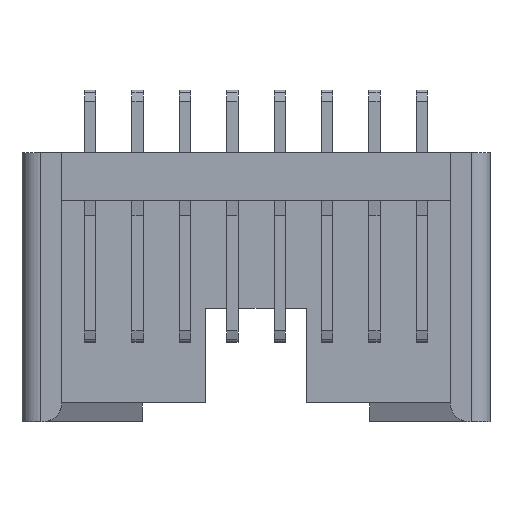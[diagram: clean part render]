
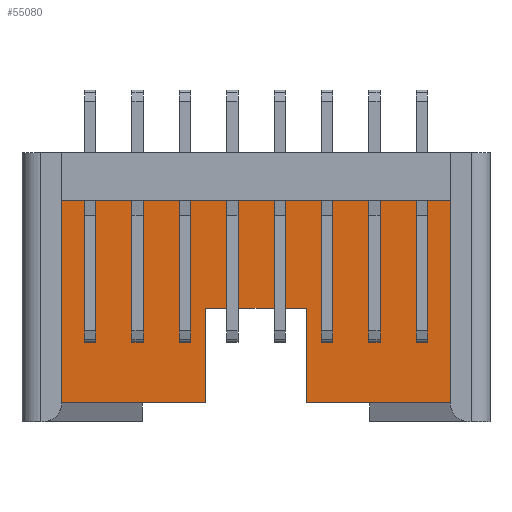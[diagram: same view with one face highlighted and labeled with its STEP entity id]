
A CAD part, front view. The second image highlights one B-rep face of the part: STEP entity #55080.
In plain terms, the highlighted planar face has unit normal (0, -1, 0).
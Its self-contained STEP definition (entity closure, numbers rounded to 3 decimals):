
#1510=CARTESIAN_POINT('',(-6.222,32.26,6.));
#1520=VERTEX_POINT('',#1510);
#1550=CARTESIAN_POINT('',(0.,32.26,6.));
#1560=DIRECTION('',(1.,0.,0.));
#1570=VECTOR('',#1560,1.);
#1580=LINE('',#1550,#1570);
#1590=CARTESIAN_POINT('',(-0.922,32.26,6.));
#1600=VERTEX_POINT('',#1590);
#1610=EDGE_CURVE('',#1520,#1600,#1580,.T.);
#7410=CARTESIAN_POINT('',(-14.922,32.26,
1.));
#7420=VERTEX_POINT('',#7410);
#10450=CARTESIAN_POINT('',(7.778,32.26,
1.));
#10460=VERTEX_POINT('',#10450);
#11830=CARTESIAN_POINT('',(-9.572,32.26,
1.));
#11840=VERTEX_POINT('',#11830);
#14500=CARTESIAN_POINT('',(7.778,32.26,11.7));
#14510=VERTEX_POINT('',#14500);
#14540=CARTESIAN_POINT('',(0.,32.26,11.7));
#14550=DIRECTION('',(1.,0.,0.));
#14560=VECTOR('',#14550,1.);
#14570=LINE('',#14540,#14560);
#14580=CARTESIAN_POINT('',(-14.922,32.26,11.7));
#14590=VERTEX_POINT('',#14580);
#14600=EDGE_CURVE('',#14590,#14510,#14570,.T.);
#15410=CARTESIAN_POINT('',(-14.922,32.26,0.));
#15420=DIRECTION('',(0.,0.,1.));
#15430=VECTOR('',#15420,1.);
#15440=LINE('',#15410,#15430);
#15450=EDGE_CURVE('',#7420,#14590,#15440,.T.);
#53480=CARTESIAN_POINT('',(7.778,32.26,0.));
#53490=DIRECTION('',(0.,0.,-1.));
#53500=VECTOR('',#53490,1.);
#53510=LINE('',#53480,#53500);
#53520=EDGE_CURVE('',#14510,#10460,#53510,.T.);
#54490=CARTESIAN_POINT('',(0.,32.26,1.));
#54500=DIRECTION('',(-1.,0.,0.));
#54510=VECTOR('',#54500,1.);
#54520=LINE('',#54490,#54510);
#54530=EDGE_CURVE('',#11840,#7420,#54520,.T.);
#54600=CARTESIAN_POINT('',(-14.922,32.26,0.));
#54610=DIRECTION('',(0.,1.,0.));
#54620=DIRECTION('',(1.,0.,0.));
#54630=AXIS2_PLACEMENT_3D('',#54600,#54610,#54620);
#54640=PLANE('',#54630);
#54650=CARTESIAN_POINT('',(0.,32.26,1.));
#54660=DIRECTION('',(-1.,0.,0.));
#54670=VECTOR('',#54660,1.);
#54680=LINE('',#54650,#54670);
#54690=CARTESIAN_POINT('',(2.428,32.26,
1.));
#54700=VERTEX_POINT('',#54690);
#54710=EDGE_CURVE('',#10460,#54700,#54680,.T.);
#54720=ORIENTED_EDGE('',*,*,#54710,.F.);
#54730=CARTESIAN_POINT('',(0.,32.26,1.));
#54740=DIRECTION('',(1.,0.,0.));
#54750=VECTOR('',#54740,1.);
#54760=LINE('',#54730,#54750);
#54770=CARTESIAN_POINT('',(-0.922,32.26,1.));
#54780=VERTEX_POINT('',#54770);
#54790=EDGE_CURVE('',#54780,#54700,#54760,.T.);
#54800=ORIENTED_EDGE('',*,*,#54790,.T.);
#54810=CARTESIAN_POINT('',(-0.922,32.26,0.));
#54820=DIRECTION('',(0.,0.,-1.));
#54830=VECTOR('',#54820,1.);
#54840=LINE('',#54810,#54830);
#54850=EDGE_CURVE('',#1600,#54780,#54840,.T.);
#54860=ORIENTED_EDGE('',*,*,#54850,.T.);
#54870=ORIENTED_EDGE('',*,*,#1610,.T.);
#54880=CARTESIAN_POINT('',(-6.222,32.26,0.));
#54890=DIRECTION('',(0.,0.,1.));
#54900=VECTOR('',#54890,1.);
#54910=LINE('',#54880,#54900);
#54920=CARTESIAN_POINT('',(-6.222,32.26,1.));
#54930=VERTEX_POINT('',#54920);
#54940=EDGE_CURVE('',#54930,#1520,#54910,.T.);
#54950=ORIENTED_EDGE('',*,*,#54940,.T.);
#54960=CARTESIAN_POINT('',(0.,32.26,1.));
#54970=DIRECTION('',(1.,0.,0.));
#54980=VECTOR('',#54970,1.);
#54990=LINE('',#54960,#54980);
#55000=EDGE_CURVE('',#11840,#54930,#54990,.T.);
#55010=ORIENTED_EDGE('',*,*,#55000,.T.);
#55020=ORIENTED_EDGE('',*,*,#54530,.F.);
#55030=ORIENTED_EDGE('',*,*,#15450,.F.);
#55040=ORIENTED_EDGE('',*,*,#14600,.F.);
#55050=ORIENTED_EDGE('',*,*,#53520,.F.);
#55060=EDGE_LOOP('',(#55050,#55040,#55030,#55020,#55010,#54950,#54870,
#54860,#54800,#54720));
#55070=FACE_OUTER_BOUND('',#55060,.T.);
#55080=ADVANCED_FACE('',(#55070),#54640,.F.);
